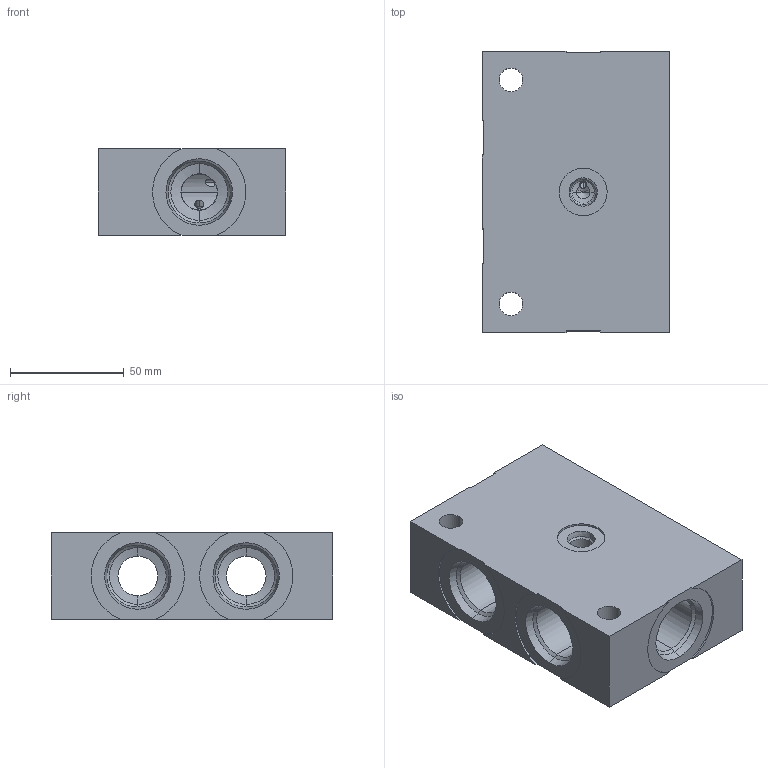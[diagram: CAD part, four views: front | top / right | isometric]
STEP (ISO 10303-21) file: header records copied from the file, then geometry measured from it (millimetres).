
FILE_DESCRIPTION((''),'2;1');
FILE_NAME('YHL_ASM','2024-05-29T',('ProEService'),(''),'PRO/ENGINEER BY PARAMETRIC TECHNOLOGY CORPORATION, 2014200','PRO/ENGINEER BY PARAMETRIC TECHNOLOGY CORPORATION, 2014200','');
FILE_SCHEMA(('CONFIG_CONTROL_DESIGN'));
Length unit declared in the file: inch
Products named in the file (2): 150-033-004; YHL_ASM
Assembly tree (1 placements, depth 2):
  YHL_ASM
    150-033-004
Bounding box: 82.55 x 123.83 x 38.1 mm (x, y, z)
Volume: 270544 mm3; surface area: 53944.7 mm2
Topology: 1 solids, 1 shells, 129 faces, 524 edges, 493 vertices
Faces by surface type: cylinder 56, cone 54, plane 19
Entity records: 5978 total; most frequent: CARTESIAN_POINT 1701, DIRECTION 911, ORIENTED_EDGE 644, VECTOR 349, LINE 349, EDGE_CURVE 322, AXIS2_PLACEMENT_3D 281, TRIMMED_CURVE 200
